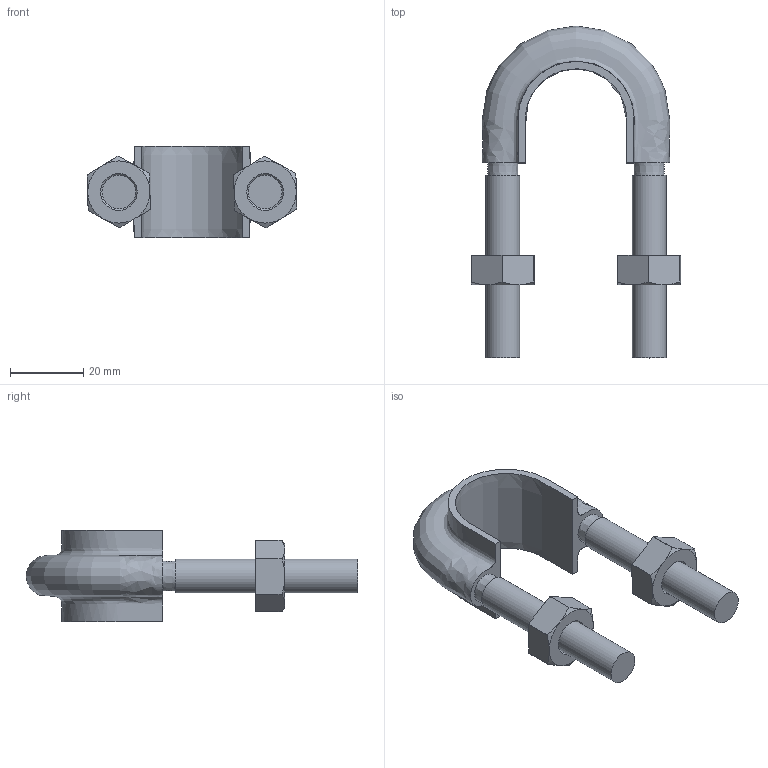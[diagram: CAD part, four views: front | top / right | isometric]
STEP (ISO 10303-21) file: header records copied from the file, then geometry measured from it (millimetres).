
FILE_DESCRIPTION( ( 'STEP AP203' ), '1' );
FILE_NAME( 'PE20+30.step', '2022-07-05T09:28:34', ( ' ' ), ( ' ' ), 'XStep 1.0', ' ', ' ' );
FILE_SCHEMA( ( 'CONFIG_CONTROL_DESIGN' ) );
Length unit declared in the file: millimetre
Products named in the file (4): 1; 2; 3; 4
Bounding box: 57.2 x 90.73 x 25 mm (x, y, z)
Volume: 26589.9 mm3; surface area: 13031.2 mm2
Topology: 4 solids, 4 shells, 61 faces, 141 edges, 90 vertices
Faces by surface type: plane 24, cylinder 16, cone 16, extrusion 3, bspline 2
Full cylindrical faces by diameter (mm): 8.376 x2, 9.2 x2
Entity records: 2763 total; most frequent: CARTESIAN_POINT 1308, DIRECTION 261, ORIENTED_EDGE 248, EDGE_CURVE 124, AXIS2_PLACEMENT_3D 108, VERTEX_POINT 84, EDGE_LOOP 78, FACE_OUTER_BOUND 68
